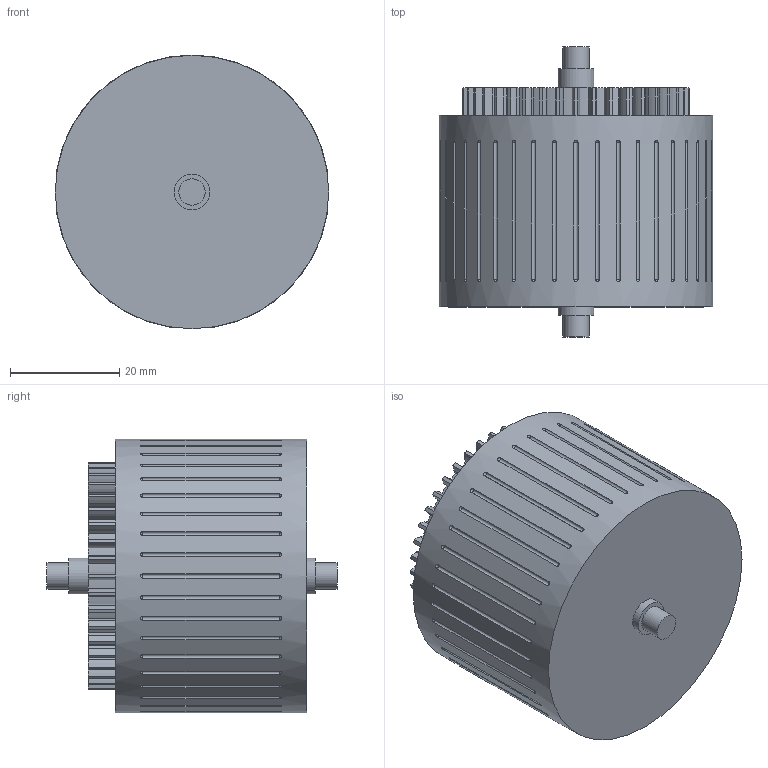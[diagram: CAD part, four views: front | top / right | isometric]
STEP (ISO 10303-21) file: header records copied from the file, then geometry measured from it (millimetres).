
FILE_DESCRIPTION(/* description */ (''),/* implementation_level */ '2;1');
FILE_NAME(/* name */ '50mm Flywheel v5.step',/* time_stamp */ '2024-07-24T04:38:06-04:00',/* author */ (''),/* organization */ (''),/* preprocessor_version */ 'ST-DEVELOPER v20',/* originating_system */ 'Autodesk Translation Framework v13.14.0.145',/* authorisation */ '');
FILE_SCHEMA (('AUTOMOTIVE_DESIGN { 1 0 10303 214 3 1 1 }'));
Length unit declared in the file: millimetre
Products named in the file (2): 50mm Flywheel; 50mm Flywheel_1
Assembly tree (1 placements, depth 2):
  50mm Flywheel
    50mm Flywheel_1
Bounding box: 50 x 53 x 50 mm (x, y, z)
Volume: 74735.1 mm3; surface area: 11472.5 mm2
Topology: 1 solids, 1 shells, 532 faces, 1678 edges, 890 vertices
Faces by surface type: plane 247, cylinder 125, bspline 80, sphere 80
Full cylindrical faces by diameter (mm): 4.8 x2, 6.5 x2, 50 x1
Entity records: 21587 total; most frequent: CARTESIAN_POINT 8721, ORIENTED_EDGE 3072, DIRECTION 2136, EDGE_CURVE 1536, VERTEX_POINT 890, LINE 726, VECTOR 726, AXIS2_PLACEMENT_3D 705
